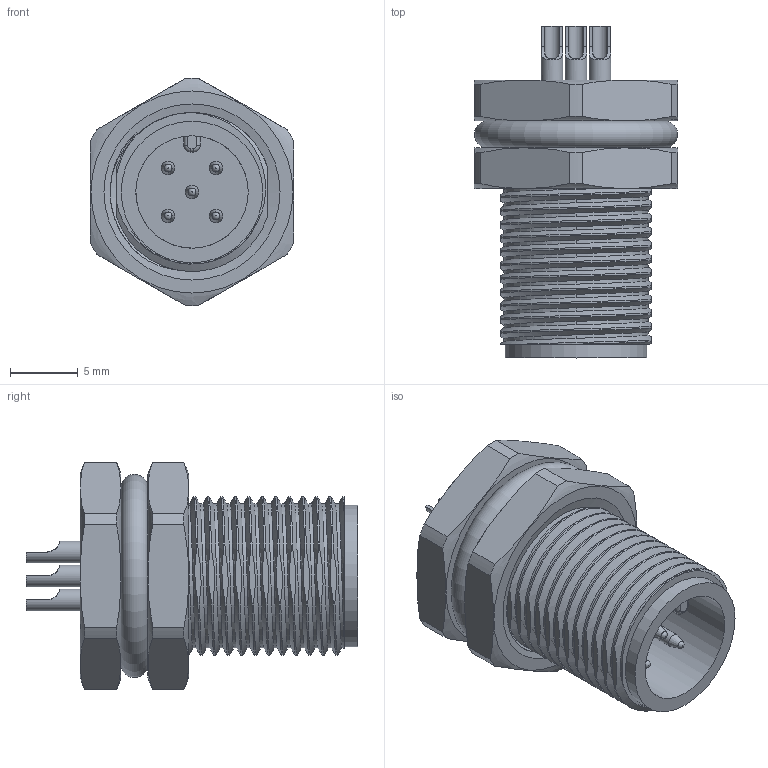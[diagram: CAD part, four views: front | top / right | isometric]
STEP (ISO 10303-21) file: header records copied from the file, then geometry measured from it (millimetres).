
FILE_DESCRIPTION(/* description */ ('Unknown'),/* implementation_level */ '2;1');
FILE_NAME(/* name */ '643150100305',/* time_stamp */ '2021-03-12T13:04:10+01:00',/* author */ ('Unknown'),/* organization */ ('Unknown'),/* preprocessor_version */ 'ST-DEVELOPER v16.7',/* originating_system */ 'DEX',/* authorisation */ $);
FILE_SCHEMA (('AUTOMOTIVE_DESIGN {1 0 10303 214 3 1 1}'));
Products named in the file (7): 6431501003xx; 6431501003xx_Housing; 643150100605_insulator; 6430501006xx_Pin; 643xx01003xx_Seal_outer; 643xx01003xx_Nut; 6431501003xx_Glue
Assembly tree (10 placements, depth 2):
  6431501003xx
    6431501003xx_Housing
    643150100605_insulator
    6430501006xx_Pin  x5
    643xx01003xx_Seal_outer
    643xx01003xx_Nut
    6431501003xx_Glue
Bounding box: 15 x 24.5 x 16.8 mm (x, y, z)
Volume: 2217.3 mm3; surface area: 4952.4 mm2
Topology: 10 solids, 10 shells, 390 faces, 898 edges, 573 vertices
Faces by surface type: cylinder 168, plane 146, cone 39, torus 33, bspline 4
Full cylindrical faces by diameter (mm): 1 x10, 1.1 x5, 1.3 x10, 1.4 x20, 1.5 x15, 1.6 x5, 1.7 x10, 8.3 x1, 9.44 x2, 9.45 x1, 10.2 x8, 10.45 x1, 10.6 x3, 10.607 x3, 10.65 x16
Entity records: 40803 total; most frequent: CARTESIAN_POINT 35700, ORIENTED_EDGE 964, DIRECTION 959, EDGE_CURVE 482, AXIS2_PLACEMENT_3D 403, VERTEX_POINT 356, FACE_BOUND 352, EDGE_LOOP 350
